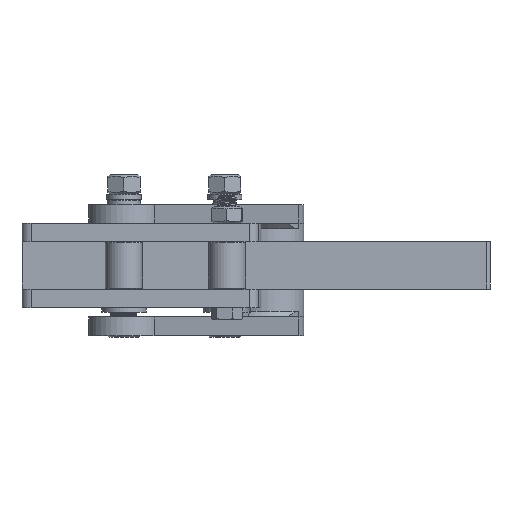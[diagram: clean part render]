
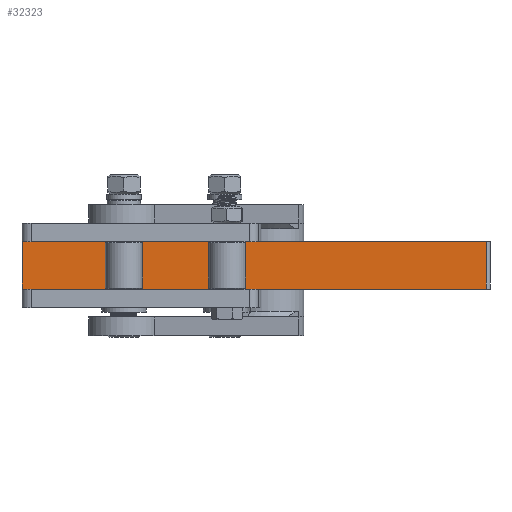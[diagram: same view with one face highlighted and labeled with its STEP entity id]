
A CAD part, front view. The second image highlights one B-rep face of the part: STEP entity #32323.
In plain terms, the highlighted planar face has unit normal (0, -1, 0).
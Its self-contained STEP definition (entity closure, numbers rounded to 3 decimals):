
#438 = CARTESIAN_POINT ( 'NONE',  ( 2., 0., 0. ) ) ;
#2237 = LINE ( 'NONE', #21230, #3766 ) ;
#3766 = VECTOR ( 'NONE', #53923, 1000. ) ;
#4069 = DIRECTION ( 'NONE',  ( 0., 0., -1. ) ) ;
#4227 = CARTESIAN_POINT ( 'NONE',  ( 2., 0., 25.4 ) ) ;
#4756 = CARTESIAN_POINT ( 'NONE',  ( 251.5, 0., 25.4 ) ) ;
#4946 = DIRECTION ( 'NONE',  ( 0., 1., 0. ) ) ;
#7650 = VERTEX_POINT ( 'NONE', #32930 ) ;
#11293 = EDGE_CURVE ( 'NONE', #32881, #7650, #57893, .T. ) ;
#14895 = EDGE_LOOP ( 'NONE', ( #23387, #58937, #50093, #28200 ) ) ;
#19254 = CARTESIAN_POINT ( 'NONE',  ( 251.5, 0., 25.4 ) ) ;
#20034 = EDGE_CURVE ( 'NONE', #55831, #22224, #2237, .T. ) ;
#21230 = CARTESIAN_POINT ( 'NONE',  ( 2., 0., 25.4 ) ) ;
#22224 = VERTEX_POINT ( 'NONE', #30528 ) ;
#22494 = EDGE_CURVE ( 'NONE', #55831, #32881, #33924, .T. ) ;
#23387 = ORIENTED_EDGE ( 'NONE', *, *, #59168, .T. ) ;
#23822 = AXIS2_PLACEMENT_3D ( 'NONE', #33241, #4946, #38018 ) ;
#28200 = ORIENTED_EDGE ( 'NONE', *, *, #20034, .T. ) ;
#30528 = CARTESIAN_POINT ( 'NONE',  ( 2., 0., 0. ) ) ;
#32323 = ADVANCED_FACE ( 'NONE', ( #46186 ), #60704, .F. ) ;
#32881 = VERTEX_POINT ( 'NONE', #19254 ) ;
#32930 = CARTESIAN_POINT ( 'NONE',  ( 251.5, 0., 0. ) ) ;
#33241 = CARTESIAN_POINT ( 'NONE',  ( 2., 0., 25.4 ) ) ;
#33924 = LINE ( 'NONE', #4227, #58669 ) ;
#36403 = CARTESIAN_POINT ( 'NONE',  ( 2., 0., 25.4 ) ) ;
#36863 = VECTOR ( 'NONE', #38266, 1000. ) ;
#37298 = DIRECTION ( 'NONE',  ( 1., 0., 0. ) ) ;
#38018 = DIRECTION ( 'NONE',  ( 0., 0., 1. ) ) ;
#38266 = DIRECTION ( 'NONE',  ( 1., 0., 0. ) ) ;
#45698 = VECTOR ( 'NONE', #4069, 1000. ) ;
#46186 = FACE_OUTER_BOUND ( 'NONE', #14895, .T. ) ;
#50093 = ORIENTED_EDGE ( 'NONE', *, *, #22494, .F. ) ;
#53923 = DIRECTION ( 'NONE',  ( 0., 0., -1. ) ) ;
#55831 = VERTEX_POINT ( 'NONE', #36403 ) ;
#57893 = LINE ( 'NONE', #4756, #45698 ) ;
#58669 = VECTOR ( 'NONE', #37298, 1000. ) ;
#58937 = ORIENTED_EDGE ( 'NONE', *, *, #11293, .F. ) ;
#59168 = EDGE_CURVE ( 'NONE', #22224, #7650, #60078, .T. ) ;
#60078 = LINE ( 'NONE', #438, #36863 ) ;
#60704 = PLANE ( 'NONE',  #23822 ) ;
